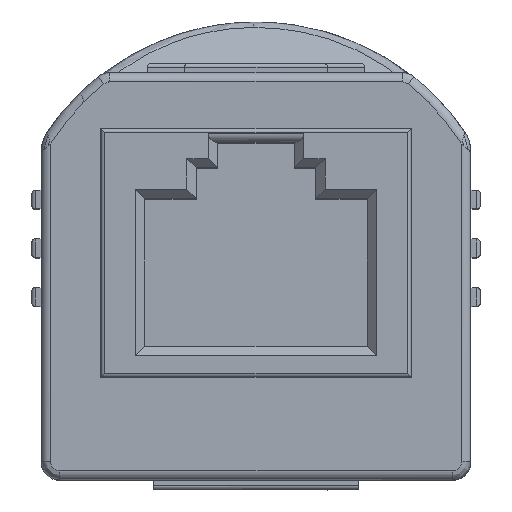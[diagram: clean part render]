
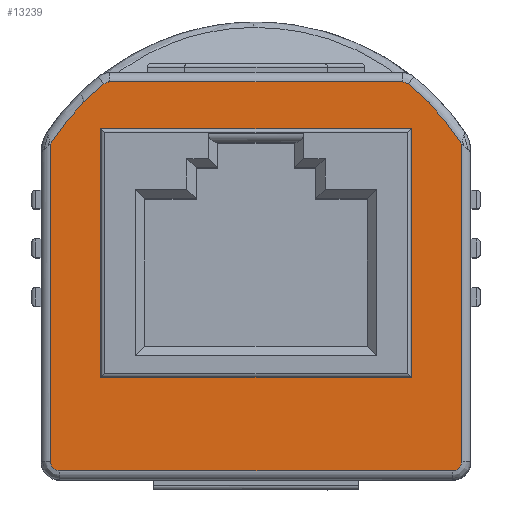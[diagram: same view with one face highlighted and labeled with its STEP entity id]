
A CAD part, top view. The second image highlights one B-rep face of the part: STEP entity #13239.
In plain terms, the highlighted planar face has unit normal (0, 0, 1).
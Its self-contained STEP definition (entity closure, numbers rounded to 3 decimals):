
#13103=AXIS2_PLACEMENT_3D('Plane Axis2P3D',#13100,#13101,#13102) ;
#10879=CARTESIAN_POINT('Vertex',(23.,18.478,47.)) ;
#10882=CARTESIAN_POINT('Line Origine',(23.,6.705,47.)) ;
#10886=CARTESIAN_POINT('Vertex',(23.,1.5,47.)) ;
#11266=CARTESIAN_POINT('Vertex',(1.5,1.,47.)) ;
#11273=CARTESIAN_POINT('Vertex',(22.5,1.,47.)) ;
#11276=CARTESIAN_POINT('Line Origine',(3.482,1.,47.)) ;
#13100=CARTESIAN_POINT('Axis2P3D Location',(1.379,9.805,47.)) ;
#13106=CARTESIAN_POINT('Control Point',(1.5,1.,47.)) ;
#13107=CARTESIAN_POINT('Control Point',(1.437,1.,47.)) ;
#13108=CARTESIAN_POINT('Control Point',(1.374,1.01,47.)) ;
#13109=CARTESIAN_POINT('Control Point',(1.314,1.03,47.)) ;
#13110=CARTESIAN_POINT('Control Point',(1.2,1.088,47.)) ;
#13111=CARTESIAN_POINT('Control Point',(1.11,1.177,47.)) ;
#13112=CARTESIAN_POINT('Control Point',(1.073,1.229,47.)) ;
#13113=CARTESIAN_POINT('Control Point',(1.03,1.314,47.)) ;
#13114=CARTESIAN_POINT('Control Point',(1.007,1.406,47.)) ;
#13115=CARTESIAN_POINT('Control Point',(1.002,1.437,47.)) ;
#13116=CARTESIAN_POINT('Control Point',(1.,1.469,47.)) ;
#13117=CARTESIAN_POINT('Control Point',(1.,1.5,47.)) ;
#13118=CARTESIAN_POINT('Vertex',(1.,1.5,47.)) ;
#13122=CARTESIAN_POINT('Control Point',(23.,1.5,47.)) ;
#13123=CARTESIAN_POINT('Control Point',(23.,1.437,47.)) ;
#13124=CARTESIAN_POINT('Control Point',(22.99,1.374,47.)) ;
#13125=CARTESIAN_POINT('Control Point',(22.97,1.314,47.)) ;
#13126=CARTESIAN_POINT('Control Point',(22.912,1.2,47.)) ;
#13127=CARTESIAN_POINT('Control Point',(22.823,1.11,47.)) ;
#13128=CARTESIAN_POINT('Control Point',(22.771,1.073,47.)) ;
#13129=CARTESIAN_POINT('Control Point',(22.686,1.03,47.)) ;
#13130=CARTESIAN_POINT('Control Point',(22.594,1.007,47.)) ;
#13131=CARTESIAN_POINT('Control Point',(22.563,1.002,47.)) ;
#13132=CARTESIAN_POINT('Control Point',(22.531,1.,47.)) ;
#13133=CARTESIAN_POINT('Control Point',(22.5,1.,47.)) ;
#13136=CARTESIAN_POINT('Control Point',(20.135,21.69,47.)) ;
#13137=CARTESIAN_POINT('Control Point',(20.81,21.149,47.)) ;
#13138=CARTESIAN_POINT('Control Point',(21.439,20.552,47.)) ;
#13139=CARTESIAN_POINT('Control Point',(22.017,19.903,47.)) ;
#13140=CARTESIAN_POINT('Control Point',(22.539,19.21,47.)) ;
#13141=CARTESIAN_POINT('Control Point',(23.,18.478,47.)) ;
#13142=CARTESIAN_POINT('Vertex',(20.135,21.69,47.)) ;
#13146=CARTESIAN_POINT('Control Point',(19.822,21.8,47.)) ;
#13147=CARTESIAN_POINT('Control Point',(19.876,21.8,47.)) ;
#13148=CARTESIAN_POINT('Control Point',(19.93,21.793,47.)) ;
#13149=CARTESIAN_POINT('Control Point',(19.983,21.778,47.)) ;
#13150=CARTESIAN_POINT('Control Point',(20.046,21.751,47.)) ;
#13151=CARTESIAN_POINT('Control Point',(20.103,21.714,47.)) ;
#13152=CARTESIAN_POINT('Control Point',(20.114,21.707,47.)) ;
#13153=CARTESIAN_POINT('Control Point',(20.125,21.698,47.)) ;
#13154=CARTESIAN_POINT('Control Point',(20.135,21.69,47.)) ;
#13155=CARTESIAN_POINT('Vertex',(19.822,21.8,47.)) ;
#13158=CARTESIAN_POINT('Line Origine',(12.,21.8,47.)) ;
#13162=CARTESIAN_POINT('Vertex',(4.178,21.8,47.)) ;
#13166=CARTESIAN_POINT('Control Point',(3.865,21.69,47.)) ;
#13167=CARTESIAN_POINT('Control Point',(3.907,21.724,47.)) ;
#13168=CARTESIAN_POINT('Control Point',(3.954,21.752,47.)) ;
#13169=CARTESIAN_POINT('Control Point',(4.004,21.774,47.)) ;
#13170=CARTESIAN_POINT('Control Point',(4.07,21.792,47.)) ;
#13171=CARTESIAN_POINT('Control Point',(4.137,21.799,47.)) ;
#13172=CARTESIAN_POINT('Control Point',(4.151,21.8,47.)) ;
#13173=CARTESIAN_POINT('Control Point',(4.164,21.8,47.)) ;
#13174=CARTESIAN_POINT('Control Point',(4.178,21.8,47.)) ;
#13175=CARTESIAN_POINT('Vertex',(3.865,21.69,47.)) ;
#13179=CARTESIAN_POINT('Control Point',(1.,18.478,47.)) ;
#13180=CARTESIAN_POINT('Control Point',(1.461,19.21,47.)) ;
#13181=CARTESIAN_POINT('Control Point',(1.983,19.903,47.)) ;
#13182=CARTESIAN_POINT('Control Point',(2.561,20.552,47.)) ;
#13183=CARTESIAN_POINT('Control Point',(3.19,21.149,47.)) ;
#13184=CARTESIAN_POINT('Control Point',(3.865,21.69,47.)) ;
#13185=CARTESIAN_POINT('Vertex',(1.,18.478,47.)) ;
#13188=CARTESIAN_POINT('Line Origine',(1.,9.989,47.)) ;
#13205=CARTESIAN_POINT('Line Origine',(12.,19.3,47.)) ;
#13209=CARTESIAN_POINT('Vertex',(20.3,19.3,47.)) ;
#13211=CARTESIAN_POINT('Vertex',(3.7,19.3,47.)) ;
#13214=CARTESIAN_POINT('Line Origine',(20.3,12.65,47.)) ;
#13218=CARTESIAN_POINT('Vertex',(20.3,6.,47.)) ;
#13221=CARTESIAN_POINT('Line Origine',(12.,6.,47.)) ;
#13225=CARTESIAN_POINT('Vertex',(3.7,6.,47.)) ;
#13228=CARTESIAN_POINT('Line Origine',(3.7,12.65,47.)) ;
#10883=DIRECTION('Vector Direction',(0.,1.,0.)) ;
#11277=DIRECTION('Vector Direction',(1.,0.,0.)) ;
#13101=DIRECTION('Axis2P3D Direction',(0.,-0.,1.)) ;
#13102=DIRECTION('Axis2P3D XDirection',(1.,0.,0.)) ;
#13159=DIRECTION('Vector Direction',(-1.,0.,0.)) ;
#13189=DIRECTION('Vector Direction',(0.,-1.,0.)) ;
#13206=DIRECTION('Vector Direction',(-1.,0.,0.)) ;
#13215=DIRECTION('Vector Direction',(0.,-1.,0.)) ;
#13222=DIRECTION('Vector Direction',(-1.,0.,0.)) ;
#13229=DIRECTION('Vector Direction',(0.,1.,0.)) ;
#10884=VECTOR('Line Direction',#10883,1.) ;
#11278=VECTOR('Line Direction',#11277,1.) ;
#13160=VECTOR('Line Direction',#13159,1.) ;
#13190=VECTOR('Line Direction',#13189,1.) ;
#13207=VECTOR('Line Direction',#13206,1.) ;
#13216=VECTOR('Line Direction',#13215,1.) ;
#13223=VECTOR('Line Direction',#13222,1.) ;
#13230=VECTOR('Line Direction',#13229,1.) ;
#13194=ORIENTED_EDGE('',*,*,#13120,.F.) ;
#13195=ORIENTED_EDGE('',*,*,#11280,.T.) ;
#13196=ORIENTED_EDGE('',*,*,#13134,.F.) ;
#13197=ORIENTED_EDGE('',*,*,#10888,.T.) ;
#13198=ORIENTED_EDGE('',*,*,#13144,.F.) ;
#13199=ORIENTED_EDGE('',*,*,#13157,.F.) ;
#13200=ORIENTED_EDGE('',*,*,#13164,.T.) ;
#13201=ORIENTED_EDGE('',*,*,#13177,.F.) ;
#13202=ORIENTED_EDGE('',*,*,#13187,.F.) ;
#13203=ORIENTED_EDGE('',*,*,#13192,.T.) ;
#13234=ORIENTED_EDGE('',*,*,#13213,.F.) ;
#13235=ORIENTED_EDGE('',*,*,#13220,.T.) ;
#13236=ORIENTED_EDGE('',*,*,#13227,.T.) ;
#13237=ORIENTED_EDGE('',*,*,#13232,.T.) ;
#13238=FACE_BOUND('',#13233,.T.) ;
#13239=ADVANCED_FACE('MANIFOLD_SOLID_BREP #41801',(#13204,#13238),#13104,.T.) ;
#13105=B_SPLINE_CURVE_WITH_KNOTS('',5,(#13106,#13107,#13108,#13109,#13110,#13111,#13112,#13113,#13114,#13115,#13116,#13117),.UNSPECIFIED.,.F.,.U.,(6,3,3,6),(0.,0.444,0.889,1.11),.UNSPECIFIED.) ;
#13121=B_SPLINE_CURVE_WITH_KNOTS('',5,(#13122,#13123,#13124,#13125,#13126,#13127,#13128,#13129,#13130,#13131,#13132,#13133),.UNSPECIFIED.,.F.,.U.,(6,3,3,6),(0.,0.444,0.889,1.11),.UNSPECIFIED.) ;
#13135=B_SPLINE_CURVE_WITH_KNOTS('',5,(#13136,#13137,#13138,#13139,#13140,#13141),.UNSPECIFIED.,.F.,.U.,(6,6),(0.,6.115),.UNSPECIFIED.) ;
#13145=B_SPLINE_CURVE_WITH_KNOTS('',5,(#13146,#13147,#13148,#13149,#13150,#13151,#13152,#13153,#13154),.UNSPECIFIED.,.F.,.U.,(6,3,6),(0.,0.382,0.478),.UNSPECIFIED.) ;
#13165=B_SPLINE_CURVE_WITH_KNOTS('',5,(#13166,#13167,#13168,#13169,#13170,#13171,#13172,#13173,#13174),.UNSPECIFIED.,.F.,.U.,(6,3,6),(0.,0.382,0.478),.UNSPECIFIED.) ;
#13178=B_SPLINE_CURVE_WITH_KNOTS('',5,(#13179,#13180,#13181,#13182,#13183,#13184),.UNSPECIFIED.,.F.,.U.,(6,6),(0.,6.115),.UNSPECIFIED.) ;
#10888=EDGE_CURVE('',#10887,#10880,#10885,.T.) ;
#11280=EDGE_CURVE('',#11267,#11274,#11279,.T.) ;
#13120=EDGE_CURVE('',#11267,#13119,#13105,.T.) ;
#13134=EDGE_CURVE('',#10887,#11274,#13121,.T.) ;
#13144=EDGE_CURVE('',#13143,#10880,#13135,.T.) ;
#13157=EDGE_CURVE('',#13156,#13143,#13145,.T.) ;
#13164=EDGE_CURVE('',#13156,#13163,#13161,.T.) ;
#13177=EDGE_CURVE('',#13176,#13163,#13165,.T.) ;
#13187=EDGE_CURVE('',#13186,#13176,#13178,.T.) ;
#13192=EDGE_CURVE('',#13186,#13119,#13191,.T.) ;
#13213=EDGE_CURVE('',#13210,#13212,#13208,.T.) ;
#13220=EDGE_CURVE('',#13210,#13219,#13217,.T.) ;
#13227=EDGE_CURVE('',#13219,#13226,#13224,.T.) ;
#13232=EDGE_CURVE('',#13226,#13212,#13231,.T.) ;
#13193=EDGE_LOOP('',(#13194,#13195,#13196,#13197,#13198,#13199,#13200,#13201,#13202,#13203)) ;
#13233=EDGE_LOOP('',(#13234,#13235,#13236,#13237)) ;
#13204=FACE_OUTER_BOUND('',#13193,.T.) ;
#10885=LINE('Line',#10882,#10884) ;
#11279=LINE('Line',#11276,#11278) ;
#13161=LINE('Line',#13158,#13160) ;
#13191=LINE('Line',#13188,#13190) ;
#13208=LINE('Line',#13205,#13207) ;
#13217=LINE('Line',#13214,#13216) ;
#13224=LINE('Line',#13221,#13223) ;
#13231=LINE('Line',#13228,#13230) ;
#13104=PLANE('',#13103) ;
#10880=VERTEX_POINT('',#10879) ;
#10887=VERTEX_POINT('',#10886) ;
#11267=VERTEX_POINT('',#11266) ;
#11274=VERTEX_POINT('',#11273) ;
#13119=VERTEX_POINT('',#13118) ;
#13143=VERTEX_POINT('',#13142) ;
#13156=VERTEX_POINT('',#13155) ;
#13163=VERTEX_POINT('',#13162) ;
#13176=VERTEX_POINT('',#13175) ;
#13186=VERTEX_POINT('',#13185) ;
#13210=VERTEX_POINT('',#13209) ;
#13212=VERTEX_POINT('',#13211) ;
#13219=VERTEX_POINT('',#13218) ;
#13226=VERTEX_POINT('',#13225) ;
